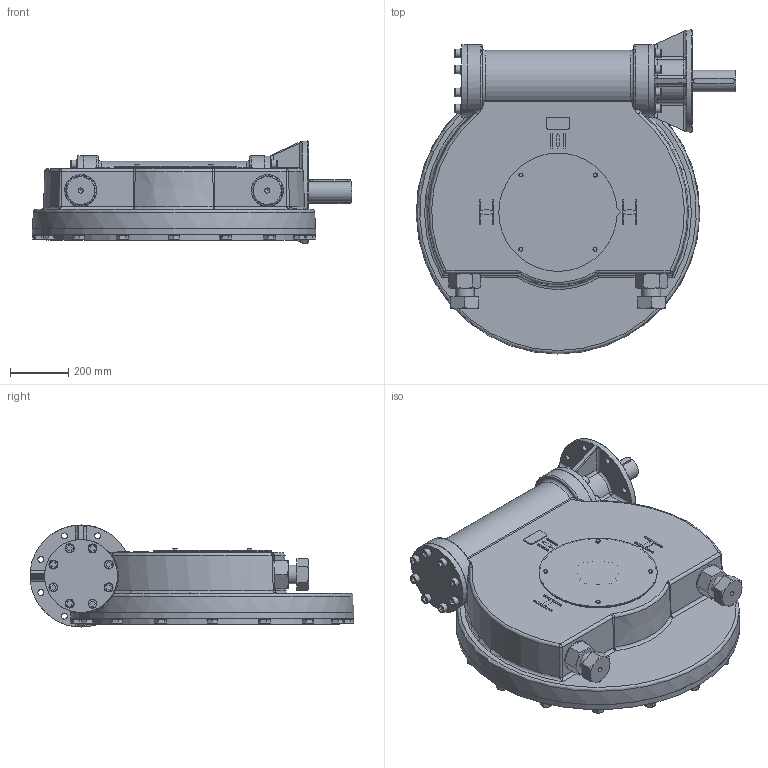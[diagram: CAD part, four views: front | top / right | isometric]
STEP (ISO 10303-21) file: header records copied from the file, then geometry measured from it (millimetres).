
FILE_DESCRIPTION( ( 'Unknown' ), '1' );
FILE_NAME( 'PUB-IW13CDS1_simplified.stp', 'Unknown', ( 'Unknown' ), ( 'Unknown' ), 'PSStep 15.0.49', 'Unknown', ' ' );
FILE_SCHEMA( ( 'AUTOMOTIVE_DESIGN { 1 0 10303 214 1 1 1 1 }' ) );
Length unit declared in the file: millimetre
Products named in the file (82): 1; 2; 3; 4; 5; 6; 7; 8; 9; 10; 11; 12; 13; 14; 15; 16; 17; 18; 19; 20; 21; 22; 23; 24; 25; 26; 27; 28; 29; 30; 31; 32; 33; 34; 35; 36; 37; 38; 39; 40 ...
Bounding box: 1095.5 x 1111 x 350 mm (x, y, z)
Surface area: 3756626.1 mm2 (no closed solid volume)
Topology: 0 solids, 836 shells, 836 faces, 3723 edges, 3582 vertices
Faces by surface type: plane 430, cone 168, cylinder 138, bspline 62, torus 24, sphere 14
Full cylindrical faces by diameter (mm): 17.5 x2, 20.25 x8, 30 x16, 30.7 x16, 31.67 x8, 35 x2, 39 x16, 64 x2, 75 x1, 75.4 x1, 230.1 x1, 250 x2, 330 x1, 350 x1, 400 x1, 871 x1, 972 x1
Entity records: 61022 total; most frequent: CARTESIAN_POINT 26585, DIRECTION 5418, VERTEX_POINT 3547, ORIENTED_EDGE 3533, EDGE_CURVE 3533, AXIS2_PLACEMENT_3D 1973, LINE 1472, VECTOR 1472
